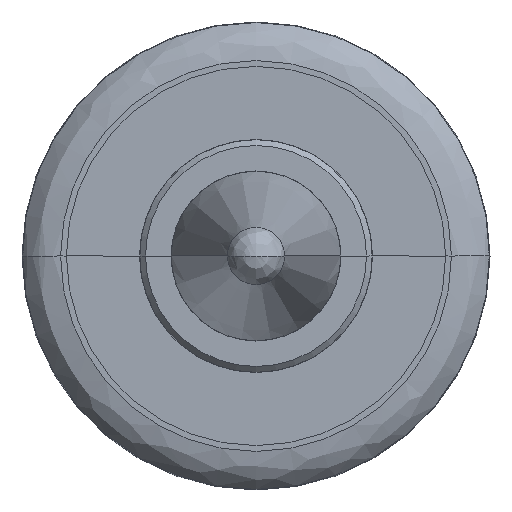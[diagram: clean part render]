
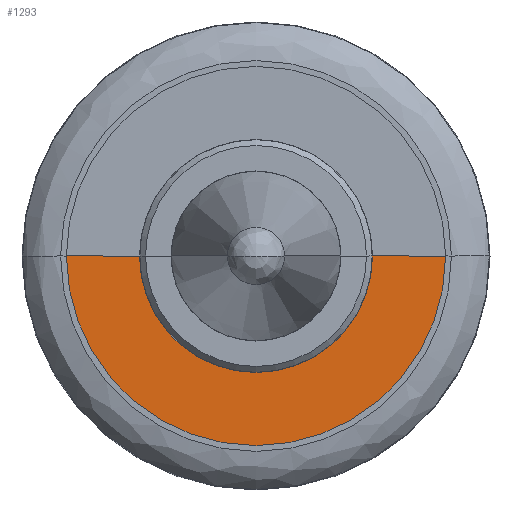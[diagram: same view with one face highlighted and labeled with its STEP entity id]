
A CAD part, front view. The second image highlights one B-rep face of the part: STEP entity #1293.
In plain terms, the highlighted conical face has half-angle 89.959 degrees and reference radius 3.242 mm.
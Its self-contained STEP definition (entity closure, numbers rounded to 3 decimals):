
#105 = ORIENTED_EDGE ( 'NONE', *, *, #1327, .T. ) ;
#115 = ORIENTED_EDGE ( 'NONE', *, *, #1338, .F. ) ;
#609 = DIRECTION ( 'NONE',  ( 1., 0., 0. ) ) ;
#610 = CARTESIAN_POINT ( 'NONE',  ( -2908.421, -487.094, 0. ) ) ;
#613 = LINE ( 'NONE', #610, #1176 ) ;
#614 = DIRECTION ( 'NONE',  ( -1., -0.001, 0. ) ) ;
#615 = DIRECTION ( 'NONE',  ( 1., 0.001, 0. ) ) ;
#617 = DIRECTION ( 'NONE',  ( 0.001, -1., 0. ) ) ;
#618 = CARTESIAN_POINT ( 'NONE',  ( -2911.663, -487.095, 0. ) ) ;
#619 = LINE ( 'NONE', #623, #1180 ) ;
#623 = CARTESIAN_POINT ( 'NONE',  ( -2914.905, -487.098, 0. ) ) ;
#654 = VERTEX_POINT ( 'NONE', #951 ) ;
#670 = VERTEX_POINT ( 'NONE', #947 ) ;
#686 = DIRECTION ( 'NONE',  ( -1., -0.001, 0. ) ) ;
#687 = VERTEX_POINT ( 'NONE', #945 ) ;
#688 = DIRECTION ( 'NONE',  ( 0.001, -1., 0. ) ) ;
#689 = CARTESIAN_POINT ( 'NONE',  ( -2911.663, -487.096, 0. ) ) ;
#696 = VERTEX_POINT ( 'NONE', #943 ) ;
#714 = ORIENTED_EDGE ( 'NONE', *, *, #1336, .F. ) ;
#814 = CARTESIAN_POINT ( 'NONE',  ( -2911.663, -487.096, 0. ) ) ;
#815 = DIRECTION ( 'NONE',  ( 0.001, -1., 0. ) ) ;
#816 = FACE_OUTER_BOUND ( 'NONE', #978, .T. ) ;
#818 = DIRECTION ( 'NONE',  ( 1., 0.001, 0. ) ) ;
#821 = ORIENTED_EDGE ( 'NONE', *, *, #1337, .T. ) ;
#943 = CARTESIAN_POINT ( 'NONE',  ( -2913.655, -487.097, 0. ) ) ;
#945 = CARTESIAN_POINT ( 'NONE',  ( -2914.905, -487.098, 0. ) ) ;
#947 = CARTESIAN_POINT ( 'NONE',  ( -2908.421, -487.094, 0. ) ) ;
#951 = CARTESIAN_POINT ( 'NONE',  ( -2909.671, -487.094, 0. ) ) ;
#978 = EDGE_LOOP ( 'NONE', ( #714, #821, #105, #115 ) ) ;
#1071 = AXIS2_PLACEMENT_3D ( 'NONE', #814, #815, #818 ) ;
#1072 = CIRCLE ( 'NONE', #1192, 3.242 ) ;
#1097 = CONICAL_SURFACE ( 'NONE', #1071, 3.242, 1.57 ) ;
#1176 = VECTOR ( 'NONE', #609, 1000. ) ;
#1177 = AXIS2_PLACEMENT_3D ( 'NONE', #618, #617, #615 ) ;
#1180 = VECTOR ( 'NONE', #614, 1000. ) ;
#1181 = CIRCLE ( 'NONE', #1177, 1.992 ) ;
#1192 = AXIS2_PLACEMENT_3D ( 'NONE', #689, #688, #686 ) ;
#1293 = ADVANCED_FACE ( 'NONE', ( #816 ), #1097, .F. ) ;
#1327 = EDGE_CURVE ( 'NONE', #687, #670, #1072, .T. ) ;
#1336 = EDGE_CURVE ( 'NONE', #696, #654, #1181, .T. ) ;
#1337 = EDGE_CURVE ( 'NONE', #696, #687, #619, .T. ) ;
#1338 = EDGE_CURVE ( 'NONE', #654, #670, #613, .T. ) ;
